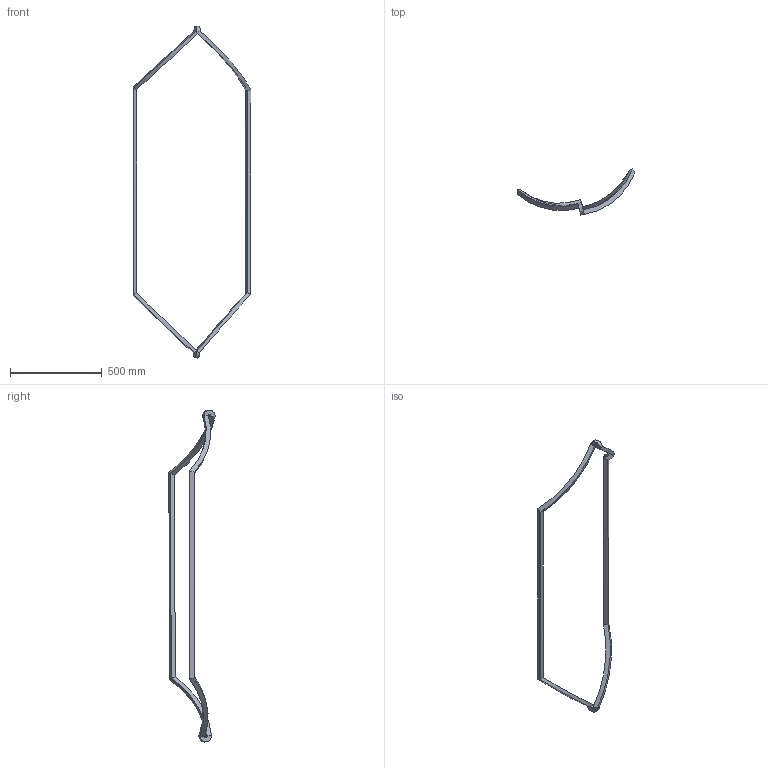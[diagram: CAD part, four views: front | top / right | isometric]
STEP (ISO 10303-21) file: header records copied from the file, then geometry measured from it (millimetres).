
FILE_DESCRIPTION((''),'2;1');
FILE_NAME('part2.stp','2019-07-20T03:38:18',('Mikes'),(''),'Autodesk Inventor 2010','Autodesk Inventor 2010','');
FILE_SCHEMA(('AUTOMOTIVE_DESIGN { 1 0 10303 214 1 1 1 1 }'));
Length unit declared in the file: inch
Products named in the file (1): part1
Bounding box: 642.39 x 252.17 x 1812.64 mm (x, y, z)
Volume: 2069896.3 mm3; surface area: 380035.9 mm2
Topology: 1 solids, 1 shells, 32 faces, 72 edges, 40 vertices
Faces by surface type: bspline 32
Entity records: 1731 total; most frequent: CARTESIAN_POINT 1151, ORIENTED_EDGE 144, EDGE_CURVE 72, DIRECTION 70, VERTEX_POINT 40, EDGE_LOOP 32, FACE_OUTER_BOUND 32, ADVANCED_FACE 32
